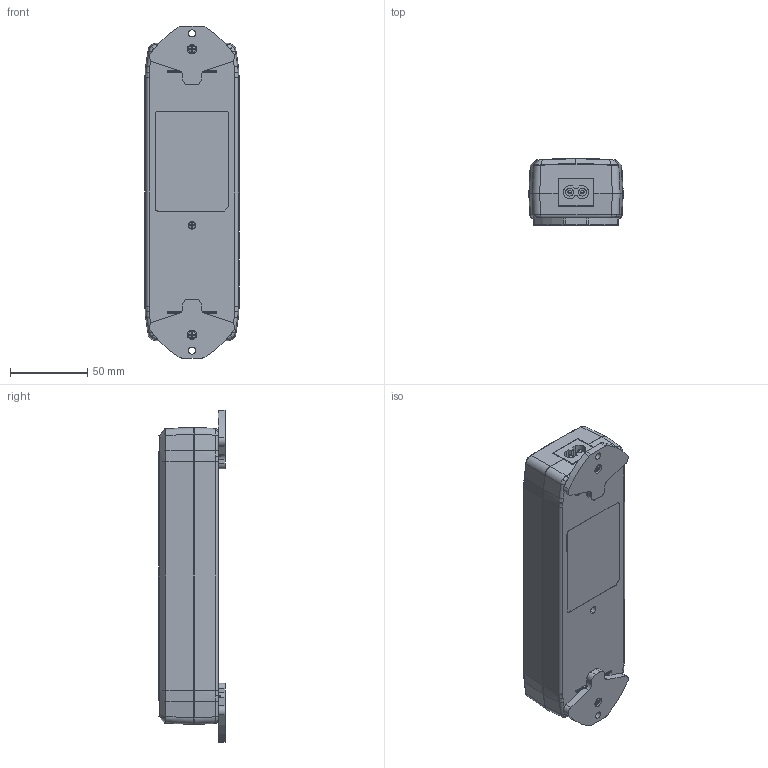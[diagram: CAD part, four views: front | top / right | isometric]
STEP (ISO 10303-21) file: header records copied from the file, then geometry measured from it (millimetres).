
FILE_DESCRIPTION (( 'STEP AP203' ), '1' );
FILE_NAME ('PD21.STEP', '2014-10-21T06:05:57', ( 'admin' ), ( 'Hewlett-Packard Company' ), 'SwSTEP 2.0', 'SolidWorks 2014', '' );
FILE_SCHEMA (( 'CONFIG_CONTROL_DESIGN' ));
Length unit declared in the file: millimetre
Products named in the file (1): PD21
Bounding box: 61 x 42.8 x 214.57 mm (x, y, z)
Volume: 435426.2 mm3; surface area: 50798.2 mm2
Topology: 3 solids, 3 shells, 776 faces, 2003 edges, 1283 vertices
Faces by surface type: plane 395, cylinder 256, bspline 91, sphere 14, cone 12, torus 8
Entity records: 27349 total; most frequent: CARTESIAN_POINT 9325, ORIENTED_EDGE 3974, DIRECTION 3380, EDGE_CURVE 1987, VERTEX_POINT 1283, AXIS2_PLACEMENT_3D 1180, VECTOR 1020, LINE 1020
